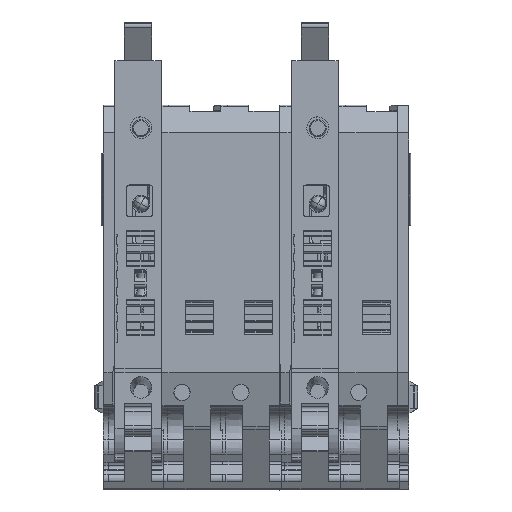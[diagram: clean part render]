
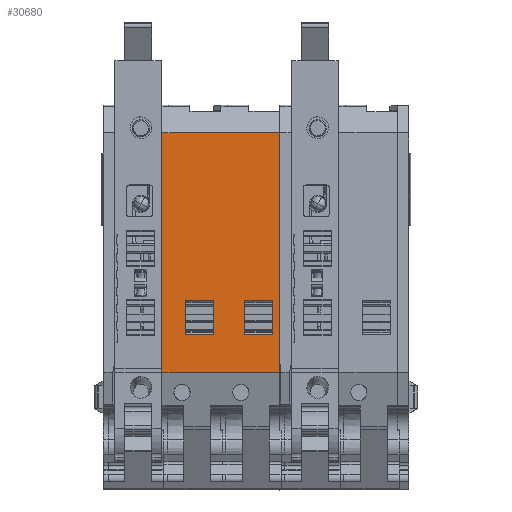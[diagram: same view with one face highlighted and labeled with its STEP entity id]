
A CAD part, top view. The second image highlights one B-rep face of the part: STEP entity #30680.
In plain terms, the highlighted planar face has unit normal (0, 0, 1).
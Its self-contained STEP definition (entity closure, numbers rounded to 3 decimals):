
#30599=AXIS2_PLACEMENT_3D('Plane Axis2P3D',#30596,#30597,#30598) ;
#15937=CARTESIAN_POINT('Vertex',(12.55,21.755,50.851)) ;
#15940=CARTESIAN_POINT('Line Origine',(12.55,44.03,50.851)) ;
#15944=CARTESIAN_POINT('Vertex',(12.55,66.304,50.851)) ;
#22435=CARTESIAN_POINT('Line Origine',(23.5,66.304,50.851)) ;
#22439=CARTESIAN_POINT('Vertex',(34.45,66.304,50.851)) ;
#30465=CARTESIAN_POINT('Vertex',(34.45,21.755,50.851)) ;
#30468=CARTESIAN_POINT('Line Origine',(23.5,21.755,50.851)) ;
#30596=CARTESIAN_POINT('Axis2P3D Location',(24.45,66.304,50.851)) ;
#30601=CARTESIAN_POINT('Line Origine',(34.45,44.03,50.851)) ;
#30612=CARTESIAN_POINT('Line Origine',(22.1,31.95,50.851)) ;
#30616=CARTESIAN_POINT('Vertex',(22.1,35.1,50.851)) ;
#30618=CARTESIAN_POINT('Vertex',(22.1,28.8,50.851)) ;
#30621=CARTESIAN_POINT('Line Origine',(19.5,28.8,50.851)) ;
#30625=CARTESIAN_POINT('Vertex',(16.9,28.8,50.851)) ;
#30628=CARTESIAN_POINT('Line Origine',(16.9,31.95,50.851)) ;
#30632=CARTESIAN_POINT('Vertex',(16.9,35.1,50.851)) ;
#30635=CARTESIAN_POINT('Line Origine',(19.5,35.1,50.851)) ;
#30646=CARTESIAN_POINT('Line Origine',(27.85,31.95,50.851)) ;
#30650=CARTESIAN_POINT('Vertex',(27.85,35.1,50.851)) ;
#30652=CARTESIAN_POINT('Vertex',(27.85,28.8,50.851)) ;
#30655=CARTESIAN_POINT('Line Origine',(30.45,35.1,50.851)) ;
#30659=CARTESIAN_POINT('Vertex',(33.05,35.1,50.851)) ;
#30662=CARTESIAN_POINT('Line Origine',(33.05,31.95,50.851)) ;
#30666=CARTESIAN_POINT('Vertex',(33.05,28.8,50.851)) ;
#30669=CARTESIAN_POINT('Line Origine',(30.45,28.8,50.851)) ;
#15941=DIRECTION('Vector Direction',(0.,1.,0.)) ;
#22436=DIRECTION('Vector Direction',(-1.,0.,0.)) ;
#30469=DIRECTION('Vector Direction',(1.,0.,0.)) ;
#30597=DIRECTION('Axis2P3D Direction',(-0.,0.,1.)) ;
#30598=DIRECTION('Axis2P3D XDirection',(0.,-1.,0.)) ;
#30602=DIRECTION('Vector Direction',(0.,-1.,0.)) ;
#30613=DIRECTION('Vector Direction',(0.,-1.,0.)) ;
#30622=DIRECTION('Vector Direction',(1.,0.,0.)) ;
#30629=DIRECTION('Vector Direction',(0.,-1.,0.)) ;
#30636=DIRECTION('Vector Direction',(-1.,0.,0.)) ;
#30647=DIRECTION('Vector Direction',(0.,-1.,0.)) ;
#30656=DIRECTION('Vector Direction',(-1.,0.,0.)) ;
#30663=DIRECTION('Vector Direction',(0.,-1.,0.)) ;
#30670=DIRECTION('Vector Direction',(1.,0.,0.)) ;
#15942=VECTOR('Line Direction',#15941,1.) ;
#22437=VECTOR('Line Direction',#22436,1.) ;
#30470=VECTOR('Line Direction',#30469,1.) ;
#30603=VECTOR('Line Direction',#30602,1.) ;
#30614=VECTOR('Line Direction',#30613,1.) ;
#30623=VECTOR('Line Direction',#30622,1.) ;
#30630=VECTOR('Line Direction',#30629,1.) ;
#30637=VECTOR('Line Direction',#30636,1.) ;
#30648=VECTOR('Line Direction',#30647,1.) ;
#30657=VECTOR('Line Direction',#30656,1.) ;
#30664=VECTOR('Line Direction',#30663,1.) ;
#30671=VECTOR('Line Direction',#30670,1.) ;
#30607=ORIENTED_EDGE('',*,*,#30605,.F.) ;
#30608=ORIENTED_EDGE('',*,*,#22441,.T.) ;
#30609=ORIENTED_EDGE('',*,*,#15946,.T.) ;
#30610=ORIENTED_EDGE('',*,*,#30472,.T.) ;
#30641=ORIENTED_EDGE('',*,*,#30620,.T.) ;
#30642=ORIENTED_EDGE('',*,*,#30627,.F.) ;
#30643=ORIENTED_EDGE('',*,*,#30634,.F.) ;
#30644=ORIENTED_EDGE('',*,*,#30639,.F.) ;
#30675=ORIENTED_EDGE('',*,*,#30654,.F.) ;
#30676=ORIENTED_EDGE('',*,*,#30661,.F.) ;
#30677=ORIENTED_EDGE('',*,*,#30668,.T.) ;
#30678=ORIENTED_EDGE('',*,*,#30673,.F.) ;
#30645=FACE_BOUND('',#30640,.T.) ;
#30679=FACE_BOUND('',#30674,.T.) ;
#30680=ADVANCED_FACE('Hauptk\X2\00F6\X0\rper.1',(#30611,#30645,#30679),#30600,.T.) ;
#15946=EDGE_CURVE('',#15945,#15938,#15943,.F.) ;
#22441=EDGE_CURVE('',#22440,#15945,#22438,.T.) ;
#30472=EDGE_CURVE('',#15938,#30466,#30471,.T.) ;
#30605=EDGE_CURVE('',#22440,#30466,#30604,.T.) ;
#30620=EDGE_CURVE('',#30617,#30619,#30615,.T.) ;
#30627=EDGE_CURVE('',#30626,#30619,#30624,.T.) ;
#30634=EDGE_CURVE('',#30633,#30626,#30631,.T.) ;
#30639=EDGE_CURVE('',#30617,#30633,#30638,.T.) ;
#30654=EDGE_CURVE('',#30651,#30653,#30649,.T.) ;
#30661=EDGE_CURVE('',#30660,#30651,#30658,.T.) ;
#30668=EDGE_CURVE('',#30660,#30667,#30665,.T.) ;
#30673=EDGE_CURVE('',#30653,#30667,#30672,.T.) ;
#30606=EDGE_LOOP('',(#30607,#30608,#30609,#30610)) ;
#30640=EDGE_LOOP('',(#30641,#30642,#30643,#30644)) ;
#30674=EDGE_LOOP('',(#30675,#30676,#30677,#30678)) ;
#30611=FACE_OUTER_BOUND('',#30606,.T.) ;
#15943=LINE('Line',#15940,#15942) ;
#22438=LINE('Line',#22435,#22437) ;
#30471=LINE('Line',#30468,#30470) ;
#30604=LINE('Line',#30601,#30603) ;
#30615=LINE('Line',#30612,#30614) ;
#30624=LINE('Line',#30621,#30623) ;
#30631=LINE('Line',#30628,#30630) ;
#30638=LINE('Line',#30635,#30637) ;
#30649=LINE('Line',#30646,#30648) ;
#30658=LINE('Line',#30655,#30657) ;
#30665=LINE('Line',#30662,#30664) ;
#30672=LINE('Line',#30669,#30671) ;
#30600=PLANE('',#30599) ;
#15938=VERTEX_POINT('',#15937) ;
#15945=VERTEX_POINT('',#15944) ;
#22440=VERTEX_POINT('',#22439) ;
#30466=VERTEX_POINT('',#30465) ;
#30617=VERTEX_POINT('',#30616) ;
#30619=VERTEX_POINT('',#30618) ;
#30626=VERTEX_POINT('',#30625) ;
#30633=VERTEX_POINT('',#30632) ;
#30651=VERTEX_POINT('',#30650) ;
#30653=VERTEX_POINT('',#30652) ;
#30660=VERTEX_POINT('',#30659) ;
#30667=VERTEX_POINT('',#30666) ;
